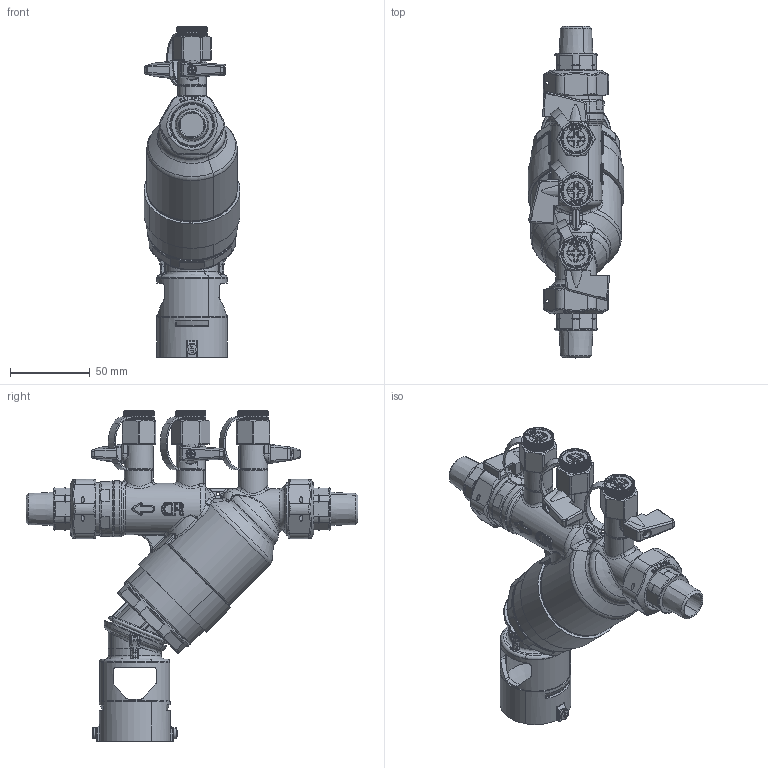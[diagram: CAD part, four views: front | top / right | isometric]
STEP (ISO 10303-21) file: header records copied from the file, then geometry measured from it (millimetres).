
FILE_DESCRIPTION(('CATIA V5 STEP Exchange'),'2;1');
FILE_NAME('XXXXXX (STP).stp','2016-04-13T15:21:24+00:00',('none'),('none'),'CATIA Version 5-6 Release 2014 SP5','CATIA V5 STEP AP203','none');
FILE_SCHEMA(('CONFIG_CONTROL_DESIGN'));
Length unit declared in the file: millimetre
Products named in the file (1): 580040 -TST
Bounding box: 59.99 x 207.5 x 206.78 mm (x, y, z)
Volume: 440410.9 mm3; surface area: 99193.4 mm2
Topology: 1 solids, 19 shells, 3876 faces, 10297 edges, 6474 vertices
Faces by surface type: plane 1761, cylinder 953, bspline 597, cone 272, torus 237, sphere 40, revolution 16
Entity records: 153423 total; most frequent: CARTESIAN_POINT 71596, ORIENTED_EDGE 20464, DIRECTION 10909, EDGE_CURVE 10232, VERTEX_POINT 6474, AXIS2_PLACEMENT_3D 4646, VECTOR 4063, LINE 4063
